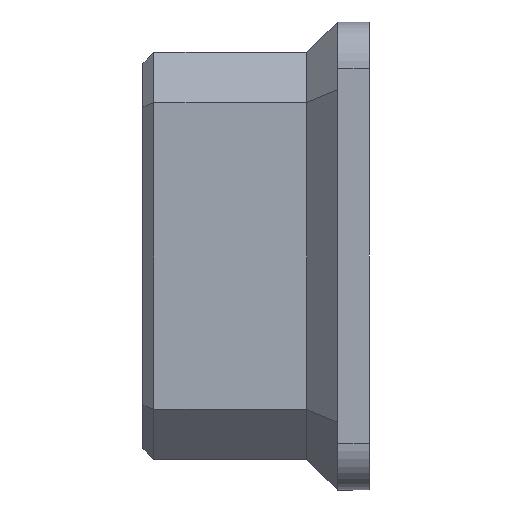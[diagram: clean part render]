
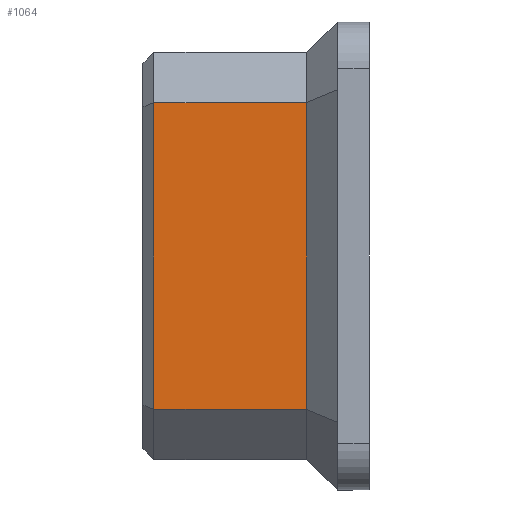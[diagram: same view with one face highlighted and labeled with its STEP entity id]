
A CAD part, left-side view. The second image highlights one B-rep face of the part: STEP entity #1064.
In plain terms, the highlighted planar face has unit normal (-1, 0, 0).
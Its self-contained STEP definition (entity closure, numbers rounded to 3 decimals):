
#14 = CARTESIAN_POINT ( 'NONE',  ( -44.85, 27.6, -19.671 ) ) ;
#45 = DIRECTION ( 'NONE',  ( 0., 0., -1. ) ) ;
#57 = CARTESIAN_POINT ( 'NONE',  ( -44.85, 8., 19.671 ) ) ;
#236 = CARTESIAN_POINT ( 'NONE',  ( -44.85, 29., 0. ) ) ;
#254 = DIRECTION ( 'NONE',  ( 1., 0., 0. ) ) ;
#272 = VERTEX_POINT ( 'NONE', #2111 ) ;
#307 = VECTOR ( 'NONE', #2638, 1000. ) ;
#320 = VECTOR ( 'NONE', #2785, 1000. ) ;
#324 = DIRECTION ( 'NONE',  ( 0., 0., 1. ) ) ;
#325 = EDGE_CURVE ( 'NONE', #2799, #272, #1420, .T. ) ;
#434 = VERTEX_POINT ( 'NONE', #2697 ) ;
#488 = ORIENTED_EDGE ( 'NONE', *, *, #1585, .F. ) ;
#535 = AXIS2_PLACEMENT_3D ( 'NONE', #236, #254, #2732 ) ;
#542 = VERTEX_POINT ( 'NONE', #1820 ) ;
#590 = EDGE_LOOP ( 'NONE', ( #488, #1323, #981, #730 ) ) ;
#730 = ORIENTED_EDGE ( 'NONE', *, *, #325, .T. ) ;
#981 = ORIENTED_EDGE ( 'NONE', *, *, #2589, .T. ) ;
#1064 = ADVANCED_FACE ( 'NONE', ( #2034 ), #1352, .F. ) ;
#1197 = CARTESIAN_POINT ( 'NONE',  ( -44.85, 8., -19.671 ) ) ;
#1236 = VECTOR ( 'NONE', #45, 1000. ) ;
#1301 = CARTESIAN_POINT ( 'NONE',  ( -44.85, 29., 19.671 ) ) ;
#1323 = ORIENTED_EDGE ( 'NONE', *, *, #2219, .T. ) ;
#1352 = PLANE ( 'NONE',  #535 ) ;
#1420 = LINE ( 'NONE', #57, #1732 ) ;
#1578 = LINE ( 'NONE', #2744, #320 ) ;
#1585 = EDGE_CURVE ( 'NONE', #542, #272, #2679, .T. ) ;
#1732 = VECTOR ( 'NONE', #324, 1000. ) ;
#1820 = CARTESIAN_POINT ( 'NONE',  ( -44.85, 27.6, 19.671 ) ) ;
#2034 = FACE_OUTER_BOUND ( 'NONE', #590, .T. ) ;
#2111 = CARTESIAN_POINT ( 'NONE',  ( -44.85, 8., 19.671 ) ) ;
#2219 = EDGE_CURVE ( 'NONE', #542, #434, #2677, .T. ) ;
#2589 = EDGE_CURVE ( 'NONE', #434, #2799, #1578, .T. ) ;
#2638 = DIRECTION ( 'NONE',  ( 0., -1., 0. ) ) ;
#2677 = LINE ( 'NONE', #14, #1236 ) ;
#2679 = LINE ( 'NONE', #1301, #307 ) ;
#2697 = CARTESIAN_POINT ( 'NONE',  ( -44.85, 27.6, -19.671 ) ) ;
#2732 = DIRECTION ( 'NONE',  ( 0., 0., -1. ) ) ;
#2744 = CARTESIAN_POINT ( 'NONE',  ( -44.85, 29., -19.671 ) ) ;
#2785 = DIRECTION ( 'NONE',  ( 0., -1., 0. ) ) ;
#2799 = VERTEX_POINT ( 'NONE', #1197 ) ;
